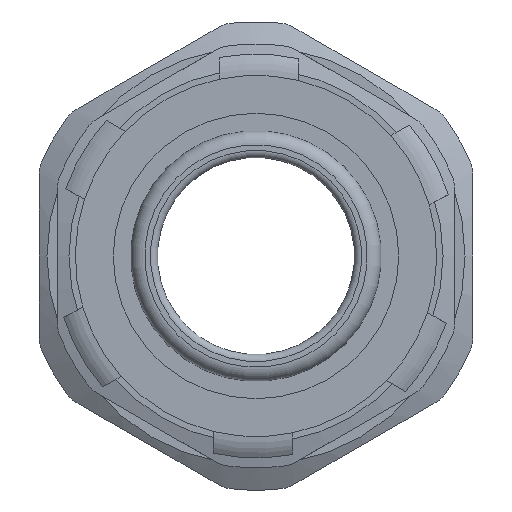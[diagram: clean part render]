
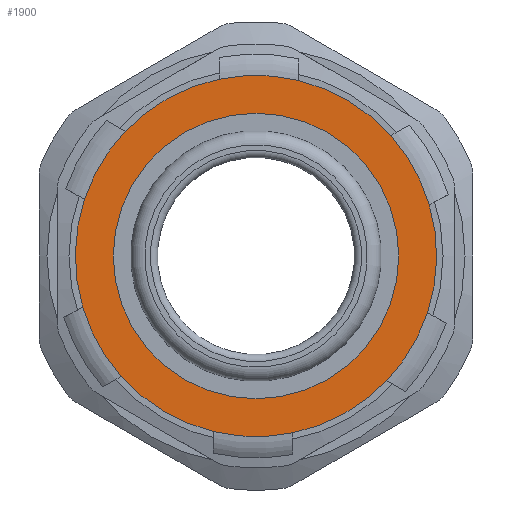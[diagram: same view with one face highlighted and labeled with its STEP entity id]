
A CAD part, front view. The second image highlights one B-rep face of the part: STEP entity #1900.
In plain terms, the highlighted planar face has unit normal (0, -1, 0).
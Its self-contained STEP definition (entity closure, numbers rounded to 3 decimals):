
#230=FACE_BOUND('',#432,.T.);
#249=PLANE('',#2076);
#311=FACE_OUTER_BOUND('',#431,.T.);
#431=EDGE_LOOP('',(#1453,#1454,#1455,#1456,#1457,#1458,#1459,#1460,#1461,
#1462,#1463,#1464));
#432=EDGE_LOOP('',(#1465));
#736=CIRCLE('',#2077,12.75);
#737=CIRCLE('',#2078,12.75);
#738=CIRCLE('',#2079,12.75);
#739=CIRCLE('',#2080,12.75);
#740=CIRCLE('',#2081,12.75);
#741=CIRCLE('',#2082,12.75);
#742=CIRCLE('',#2083,12.75);
#743=CIRCLE('',#2084,12.75);
#744=CIRCLE('',#2085,12.75);
#745=CIRCLE('',#2086,12.75);
#746=CIRCLE('',#2087,12.75);
#747=CIRCLE('',#2088,12.75);
#748=CIRCLE('',#2089,10.075);
#878=VERTEX_POINT('',#3070);
#879=VERTEX_POINT('',#3071);
#880=VERTEX_POINT('',#3073);
#881=VERTEX_POINT('',#3075);
#882=VERTEX_POINT('',#3077);
#883=VERTEX_POINT('',#3079);
#884=VERTEX_POINT('',#3081);
#885=VERTEX_POINT('',#3083);
#886=VERTEX_POINT('',#3085);
#887=VERTEX_POINT('',#3087);
#888=VERTEX_POINT('',#3089);
#889=VERTEX_POINT('',#3091);
#890=VERTEX_POINT('',#3094);
#1085=EDGE_CURVE('',#878,#879,#736,.T.);
#1086=EDGE_CURVE('',#879,#880,#737,.T.);
#1087=EDGE_CURVE('',#880,#881,#738,.T.);
#1088=EDGE_CURVE('',#881,#882,#739,.T.);
#1089=EDGE_CURVE('',#882,#883,#740,.T.);
#1090=EDGE_CURVE('',#883,#884,#741,.T.);
#1091=EDGE_CURVE('',#884,#885,#742,.T.);
#1092=EDGE_CURVE('',#885,#886,#743,.T.);
#1093=EDGE_CURVE('',#886,#887,#744,.T.);
#1094=EDGE_CURVE('',#887,#888,#745,.T.);
#1095=EDGE_CURVE('',#888,#889,#746,.T.);
#1096=EDGE_CURVE('',#889,#878,#747,.T.);
#1097=EDGE_CURVE('',#890,#890,#748,.T.);
#1453=ORIENTED_EDGE('',*,*,#1085,.T.);
#1454=ORIENTED_EDGE('',*,*,#1086,.T.);
#1455=ORIENTED_EDGE('',*,*,#1087,.T.);
#1456=ORIENTED_EDGE('',*,*,#1088,.T.);
#1457=ORIENTED_EDGE('',*,*,#1089,.T.);
#1458=ORIENTED_EDGE('',*,*,#1090,.T.);
#1459=ORIENTED_EDGE('',*,*,#1091,.T.);
#1460=ORIENTED_EDGE('',*,*,#1092,.T.);
#1461=ORIENTED_EDGE('',*,*,#1093,.T.);
#1462=ORIENTED_EDGE('',*,*,#1094,.T.);
#1463=ORIENTED_EDGE('',*,*,#1095,.T.);
#1464=ORIENTED_EDGE('',*,*,#1096,.T.);
#1465=ORIENTED_EDGE('',*,*,#1097,.F.);
#1900=ADVANCED_FACE('',(#311,#230),#249,.T.);
#2076=AXIS2_PLACEMENT_3D('',#3069,#2404,#2405);
#2077=AXIS2_PLACEMENT_3D('',#3072,#2406,#2407);
#2078=AXIS2_PLACEMENT_3D('',#3074,#2408,#2409);
#2079=AXIS2_PLACEMENT_3D('',#3076,#2410,#2411);
#2080=AXIS2_PLACEMENT_3D('',#3078,#2412,#2413);
#2081=AXIS2_PLACEMENT_3D('',#3080,#2414,#2415);
#2082=AXIS2_PLACEMENT_3D('',#3082,#2416,#2417);
#2083=AXIS2_PLACEMENT_3D('',#3084,#2418,#2419);
#2084=AXIS2_PLACEMENT_3D('',#3086,#2420,#2421);
#2085=AXIS2_PLACEMENT_3D('',#3088,#2422,#2423);
#2086=AXIS2_PLACEMENT_3D('',#3090,#2424,#2425);
#2087=AXIS2_PLACEMENT_3D('',#3092,#2426,#2427);
#2088=AXIS2_PLACEMENT_3D('',#3093,#2428,#2429);
#2089=AXIS2_PLACEMENT_3D('',#3095,#2430,#2431);
#2404=DIRECTION('center_axis',(0.,-1.,0.));
#2405=DIRECTION('ref_axis',(0.858,0.,-0.513));
#2406=DIRECTION('center_axis',(0.,-1.,0.));
#2407=DIRECTION('ref_axis',(0.858,0.,-0.513));
#2408=DIRECTION('center_axis',(0.,-1.,0.));
#2409=DIRECTION('ref_axis',(0.513,0.,0.858));
#2410=DIRECTION('center_axis',(0.,-1.,0.));
#2411=DIRECTION('ref_axis',(0.858,0.,-0.513));
#2412=DIRECTION('center_axis',(0.,-1.,0.));
#2413=DIRECTION('ref_axis',(0.513,0.,0.858));
#2414=DIRECTION('center_axis',(0.,-1.,0.));
#2415=DIRECTION('ref_axis',(0.858,0.,-0.513));
#2416=DIRECTION('center_axis',(0.,-1.,0.));
#2417=DIRECTION('ref_axis',(0.513,0.,0.858));
#2418=DIRECTION('center_axis',(0.,-1.,0.));
#2419=DIRECTION('ref_axis',(0.858,0.,-0.513));
#2420=DIRECTION('center_axis',(0.,-1.,0.));
#2421=DIRECTION('ref_axis',(0.513,0.,0.858));
#2422=DIRECTION('center_axis',(0.,-1.,0.));
#2423=DIRECTION('ref_axis',(0.858,0.,-0.513));
#2424=DIRECTION('center_axis',(0.,-1.,0.));
#2425=DIRECTION('ref_axis',(0.513,0.,0.858));
#2426=DIRECTION('center_axis',(0.,-1.,0.));
#2427=DIRECTION('ref_axis',(0.858,0.,-0.513));
#2428=DIRECTION('center_axis',(0.,-1.,0.));
#2429=DIRECTION('ref_axis',(0.513,0.,0.858));
#2430=DIRECTION('center_axis',(0.,-1.,0.));
#2431=DIRECTION('ref_axis',(-1.,0.,0.));
#3069=CARTESIAN_POINT('Origin',(0.,4.5,0.));
#3070=CARTESIAN_POINT('',(9.236,4.5,-8.79));
#3071=CARTESIAN_POINT('',(12.111,4.5,-3.984));
#3072=CARTESIAN_POINT('Origin',(0.,4.5,0.));
#3073=CARTESIAN_POINT('',(12.23,4.5,3.604));
#3074=CARTESIAN_POINT('Origin',(0.,4.5,0.));
#3075=CARTESIAN_POINT('',(9.506,4.5,8.497));
#3076=CARTESIAN_POINT('Origin',(0.,4.5,0.));
#3077=CARTESIAN_POINT('',(2.994,4.5,12.393));
#3078=CARTESIAN_POINT('Origin',(0.,4.5,0.));
#3079=CARTESIAN_POINT('',(-2.605,4.5,12.481));
#3080=CARTESIAN_POINT('Origin',(0.,4.5,0.));
#3081=CARTESIAN_POINT('',(-9.236,4.5,8.79));
#3082=CARTESIAN_POINT('Origin',(0.,4.5,0.));
#3083=CARTESIAN_POINT('',(-12.111,4.5,3.984));
#3084=CARTESIAN_POINT('Origin',(0.,4.5,0.));
#3085=CARTESIAN_POINT('',(-12.23,4.5,-3.604));
#3086=CARTESIAN_POINT('Origin',(0.,4.5,0.));
#3087=CARTESIAN_POINT('',(-9.506,4.5,-8.497));
#3088=CARTESIAN_POINT('Origin',(0.,4.5,0.));
#3089=CARTESIAN_POINT('',(-2.994,4.5,-12.393));
#3090=CARTESIAN_POINT('Origin',(0.,4.5,0.));
#3091=CARTESIAN_POINT('',(2.605,4.5,-12.481));
#3092=CARTESIAN_POINT('Origin',(0.,4.5,0.));
#3093=CARTESIAN_POINT('Origin',(0.,4.5,0.));
#3094=CARTESIAN_POINT('',(10.075,4.5,0.));
#3095=CARTESIAN_POINT('Origin',(0.,4.5,0.));
